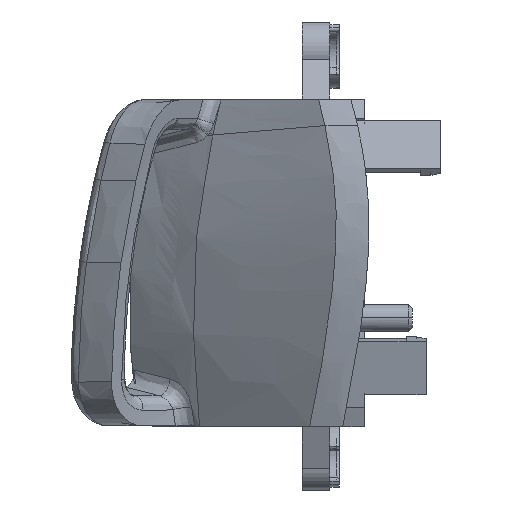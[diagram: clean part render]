
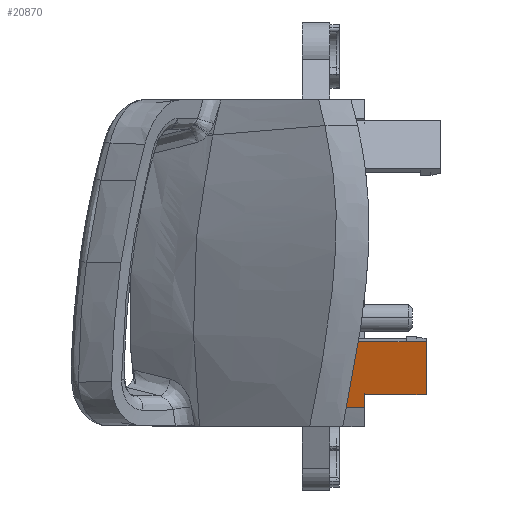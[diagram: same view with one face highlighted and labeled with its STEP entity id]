
A CAD part, left-side view. The second image highlights one B-rep face of the part: STEP entity #20870.
In plain terms, the highlighted planar face has unit normal (-0.966, 0, -0.259).
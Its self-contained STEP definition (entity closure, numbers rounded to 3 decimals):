
#14130=CARTESIAN_POINT('',(-79.163,12.619,
-5.734));
#14135=CARTESIAN_POINT('',(-79.163,12.619,
-5.734));
#14136=CARTESIAN_POINT('',(-79.024,12.709,
-6.251));
#14137=CARTESIAN_POINT('',(-78.745,12.86,
-7.292));
#14138=CARTESIAN_POINT('',(-78.318,13.001,
-8.886));
#14139=CARTESIAN_POINT('',(-78.03,13.038,
-9.96));
#14140=CARTESIAN_POINT('',(-77.886,13.043,-10.5));
#14749=DIRECTION('',(-0.259,0.,0.966));
#14750=VECTOR('',#14749,0.934);
#14751=CARTESIAN_POINT('',(-77.886,8.5,-10.5));
#14752=LINE('',#14751,#14750);
#14815=DIRECTION('',(0.,-1.,0.));
#14816=VECTOR('',#14815,8.619);
#14817=CARTESIAN_POINT('',(-79.163,12.619,
-5.734));
#14818=LINE('',#14817,#14816);
#14822=DIRECTION('',(0.,1.,0.));
#14823=VECTOR('',#14822,4.5);
#14824=CARTESIAN_POINT('',(-78.127,4.,-9.598));
#14825=LINE('',#14824,#14823);
#14829=DIRECTION('',(0.,1.,0.));
#14830=VECTOR('',#14829,4.543);
#14831=CARTESIAN_POINT('',(-77.886,8.5,-10.5));
#14832=LINE('',#14831,#14830);
#14871=DIRECTION('',(-0.259,0.,0.966));
#14872=VECTOR('',#14871,4.);
#14873=CARTESIAN_POINT('',(-78.127,4.,-9.598));
#14874=LINE('',#14873,#14872);
#18929=VERTEX_POINT('',#14130);
#18930=VERTEX_POINT('',#14140);
#19018=CARTESIAN_POINT('',(-77.886,8.5,-10.5));
#19019=VERTEX_POINT('',#19018);
#19020=CARTESIAN_POINT('',(-78.127,8.5,-9.598));
#19021=VERTEX_POINT('',#19020);
#19028=CARTESIAN_POINT('',(-78.127,4.,-9.598));
#19029=VERTEX_POINT('',#19028);
#19036=CARTESIAN_POINT('',(-79.163,4.,-5.734));
#19037=VERTEX_POINT('',#19036);
#20854=CARTESIAN_POINT('',(-78.127,5.5,-9.598));
#20855=DIRECTION('',(0.966,0.,0.259));
#20856=DIRECTION('',(-0.259,0.,0.966));
#20857=AXIS2_PLACEMENT_3D('',#20854,#20855,#20856);
#20858=PLANE('',#20857);
#20859=ORIENTED_EDGE('',*,*,#20188,.F.);
#20861=ORIENTED_EDGE('',*,*,#20860,.T.);
#20863=ORIENTED_EDGE('',*,*,#20862,.F.);
#20864=ORIENTED_EDGE('',*,*,#20833,.T.);
#20865=ORIENTED_EDGE('',*,*,#20765,.F.);
#20867=ORIENTED_EDGE('',*,*,#20866,.T.);
#20868=EDGE_LOOP('',(#20859,#20861,#20863,#20864,#20865,#20867));
#20869=FACE_OUTER_BOUND('',#20868,.F.);
#14141=B_SPLINE_CURVE_WITH_KNOTS('',3,(#14135,#14136,#14137,#14138,#14139,
#14140),.UNSPECIFIED.,.F.,.F.,(4,1,1,4),(0.,0.333,
0.667,1.),.UNSPECIFIED.);
#20188=EDGE_CURVE('',#18929,#18930,#14141,.T.);
#20765=EDGE_CURVE('',#19019,#19021,#14752,.T.);
#20833=EDGE_CURVE('',#19029,#19021,#14825,.T.);
#20860=EDGE_CURVE('',#18929,#19037,#14818,.T.);
#20862=EDGE_CURVE('',#19029,#19037,#14874,.T.);
#20866=EDGE_CURVE('',#19019,#18930,#14832,.T.);
#20870=ADVANCED_FACE('',(#20869),#20858,.F.);
